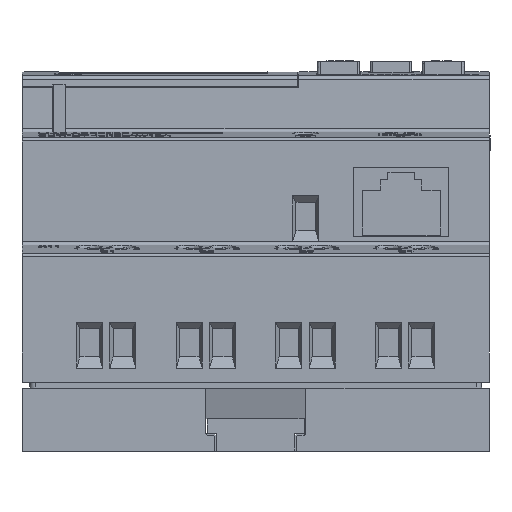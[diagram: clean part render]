
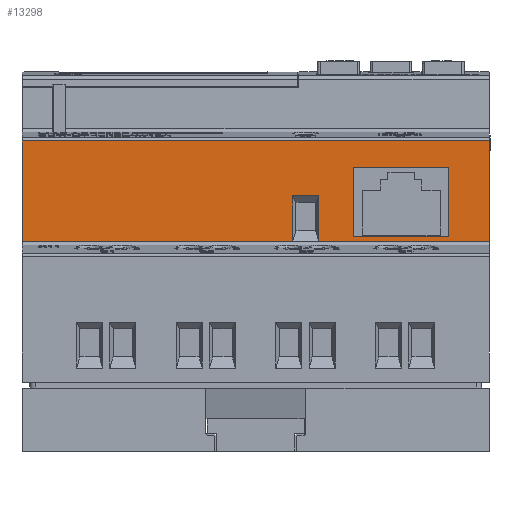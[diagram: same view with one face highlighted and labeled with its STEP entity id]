
A CAD part, front view. The second image highlights one B-rep face of the part: STEP entity #13298.
In plain terms, the highlighted face is planar.
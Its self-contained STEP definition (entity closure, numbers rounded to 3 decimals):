
#10926=FACE_BOUND('',#21549,.T.);
#10927=FACE_BOUND('',#21550,.T.);
#10928=FACE_BOUND('',#21551,.T.);
#13298=ADVANCED_FACE('',(#10926,#10927,#10928),#16422,.T.);
#16422=PLANE('',#64778);
#21549=EDGE_LOOP('',(#25552,#25553,#25554,#25555));
#21550=EDGE_LOOP('',(#25556,#25557,#25558,#25559));
#21551=EDGE_LOOP('',(#25560,#25561,#25562,#25563));
#25552=ORIENTED_EDGE('',*,*,#46337,.F.);
#25553=ORIENTED_EDGE('',*,*,#46338,.F.);
#25554=ORIENTED_EDGE('',*,*,#46339,.F.);
#25555=ORIENTED_EDGE('',*,*,#46340,.F.);
#25556=ORIENTED_EDGE('',*,*,#46341,.T.);
#25557=ORIENTED_EDGE('',*,*,#46342,.T.);
#25558=ORIENTED_EDGE('',*,*,#46343,.T.);
#25559=ORIENTED_EDGE('',*,*,#46344,.T.);
#25560=ORIENTED_EDGE('',*,*,#46345,.F.);
#25561=ORIENTED_EDGE('',*,*,#46336,.F.);
#25562=ORIENTED_EDGE('',*,*,#45751,.T.);
#25563=ORIENTED_EDGE('',*,*,#46346,.T.);
#40555=VERTEX_POINT('',#83605);
#40556=VERTEX_POINT('',#83607);
#41092=VERTEX_POINT('',#86033);
#41093=VERTEX_POINT('',#86037);
#41094=VERTEX_POINT('',#86038);
#41095=VERTEX_POINT('',#86040);
#41096=VERTEX_POINT('',#86042);
#41097=VERTEX_POINT('',#86045);
#41098=VERTEX_POINT('',#86046);
#41099=VERTEX_POINT('',#86048);
#41100=VERTEX_POINT('',#86050);
#41101=VERTEX_POINT('',#86053);
#45751=EDGE_CURVE('',#40556,#40555,#53530,.T.);
#46336=EDGE_CURVE('',#40556,#41092,#53892,.T.);
#46337=EDGE_CURVE('',#41093,#41094,#53893,.T.);
#46338=EDGE_CURVE('',#41095,#41093,#53894,.T.);
#46339=EDGE_CURVE('',#41096,#41095,#53895,.T.);
#46340=EDGE_CURVE('',#41094,#41096,#53896,.T.);
#46341=EDGE_CURVE('',#41097,#41098,#53897,.T.);
#46342=EDGE_CURVE('',#41098,#41099,#53898,.T.);
#46343=EDGE_CURVE('',#41099,#41100,#53899,.T.);
#46344=EDGE_CURVE('',#41100,#41097,#53900,.T.);
#46345=EDGE_CURVE('',#41092,#41101,#53901,.T.);
#46346=EDGE_CURVE('',#40555,#41101,#53902,.T.);
#53530=LINE('',#83606,#58046);
#53892=LINE('',#86034,#58408);
#53893=LINE('',#86036,#58409);
#53894=LINE('',#86039,#58410);
#53895=LINE('',#86041,#58411);
#53896=LINE('',#86043,#58412);
#53897=LINE('',#86044,#58413);
#53898=LINE('',#86047,#58414);
#53899=LINE('',#86049,#58415);
#53900=LINE('',#86051,#58416);
#53901=LINE('',#86052,#58417);
#53902=LINE('',#86054,#58418);
#58046=VECTOR('',#69174,1.);
#58408=VECTOR('',#69826,1.);
#58409=VECTOR('',#69829,1.);
#58410=VECTOR('',#69830,1.);
#58411=VECTOR('',#69831,1.);
#58412=VECTOR('',#69832,1.);
#58413=VECTOR('',#69833,1.);
#58414=VECTOR('',#69834,1.);
#58415=VECTOR('',#69835,1.);
#58416=VECTOR('',#69836,1.);
#58417=VECTOR('',#69837,1.);
#58418=VECTOR('',#69838,1.);
#64778=AXIS2_PLACEMENT_3D('',#86055,#69839,#69840);
#69174=DIRECTION('',(0.,-1.,0.));
#69826=DIRECTION('',(1.,0.,0.));
#69829=DIRECTION('',(0.,-1.,0.));
#69830=DIRECTION('',(-1.,0.,0.));
#69831=DIRECTION('',(0.,1.,0.));
#69832=DIRECTION('',(1.,0.,0.));
#69833=DIRECTION('',(-1.,0.,0.));
#69834=DIRECTION('',(0.,1.,0.));
#69835=DIRECTION('',(1.,0.,0.));
#69836=DIRECTION('',(0.,-1.,0.));
#69837=DIRECTION('',(0.,-1.,0.));
#69838=DIRECTION('',(1.,0.,0.));
#69839=DIRECTION('',(0.,0.,1.));
#69840=DIRECTION('',(0.,-1.,0.));
#83605=CARTESIAN_POINT('',(-35.75,27.05,34.));
#83606=CARTESIAN_POINT('',(-35.75,42.495,34.));
#83607=CARTESIAN_POINT('',(-35.75,42.495,34.));
#86033=CARTESIAN_POINT('',(35.75,42.495,34.));
#86034=CARTESIAN_POINT('',(-35.75,42.495,34.));
#86036=CARTESIAN_POINT('',(14.91,38.41,34.));
#86037=CARTESIAN_POINT('',(14.91,38.41,34.));
#86038=CARTESIAN_POINT('',(14.91,27.81,34.));
#86039=CARTESIAN_POINT('',(29.51,38.41,34.));
#86040=CARTESIAN_POINT('',(29.51,38.41,34.));
#86041=CARTESIAN_POINT('',(29.51,27.81,34.));
#86042=CARTESIAN_POINT('',(29.51,27.81,34.));
#86043=CARTESIAN_POINT('',(14.91,27.81,34.));
#86044=CARTESIAN_POINT('',(6.16,27.1,34.));
#86045=CARTESIAN_POINT('',(9.66,27.1,34.));
#86046=CARTESIAN_POINT('',(5.66,27.1,34.));
#86047=CARTESIAN_POINT('',(5.66,34.1,34.));
#86048=CARTESIAN_POINT('',(5.66,34.1,34.));
#86049=CARTESIAN_POINT('',(9.16,34.1,34.));
#86050=CARTESIAN_POINT('',(9.66,34.1,34.));
#86051=CARTESIAN_POINT('',(9.66,27.1,34.));
#86052=CARTESIAN_POINT('',(35.75,42.495,34.));
#86053=CARTESIAN_POINT('',(35.75,27.05,34.));
#86054=CARTESIAN_POINT('',(-35.75,27.05,34.));
#86055=CARTESIAN_POINT('',(-35.75,42.495,34.));
